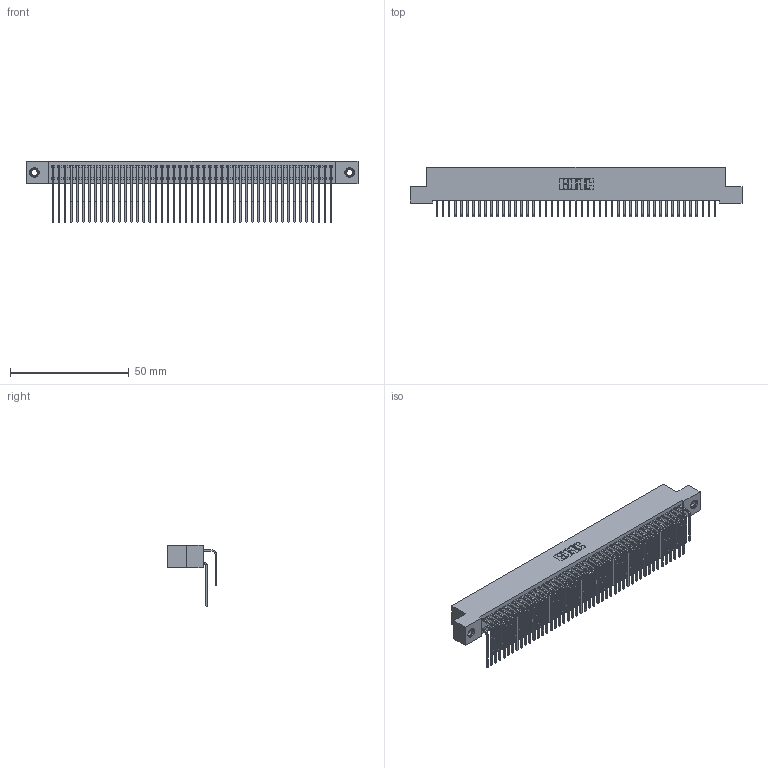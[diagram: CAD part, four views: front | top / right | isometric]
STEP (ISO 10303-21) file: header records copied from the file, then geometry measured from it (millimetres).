
FILE_DESCRIPTION (( 'STEP AP203' ), '1' );
FILE_NAME ('342-094-559-207.STEP', '2018-08-14T02:48:35', ( '' ), ( '' ), 'SwSTEP 2.0', 'SolidWorks 2016', '' );
FILE_SCHEMA (( 'CONFIG_CONTROL_DESIGN' ));
Length unit declared in the file: inch
Products named in the file (5): 342 Part_TI; 345-292-001_558 559 Tail - 1; 345-292-001_559 Tail - 2; 345-250-001_345-250-005-103; 342-094-559-207
Assembly tree (97 placements, depth 2):
  342-094-559-207
    342 Part_TI
    345-292-001_558 559 Tail - 1  x47
    345-292-001_559 Tail - 2  x47
    345-250-001_345-250-005-103  x2
Bounding box: 139.7 x 20.64 x 25.78 mm (x, y, z)
Volume: 13105.3 mm3; surface area: 23934.1 mm2
Topology: 97 solids, 97 shells, 5246 faces, 15569 edges, 10246 vertices
Faces by surface type: plane 3670, cylinder 1560, cone 12, torus 4
Entity records: 32428 total; most frequent: CARTESIAN_POINT 5400, ORIENTED_EDGE 5278, DIRECTION 4617, EDGE_CURVE 2639, LINE 2451, VECTOR 2451, VERTEX_POINT 1752, AXIS2_PLACEMENT_3D 1083
